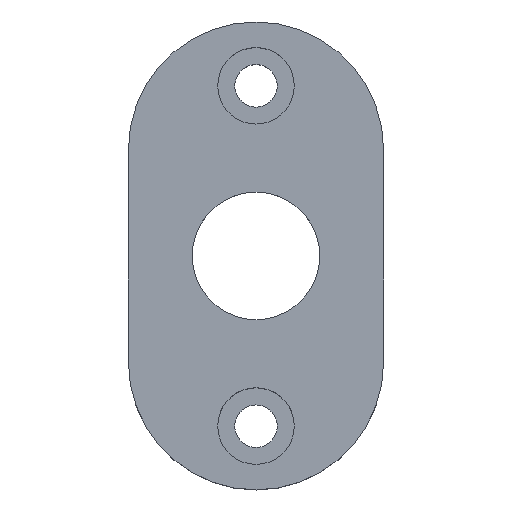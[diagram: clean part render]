
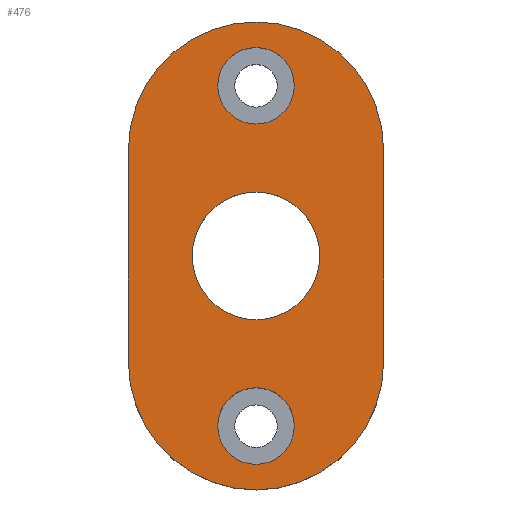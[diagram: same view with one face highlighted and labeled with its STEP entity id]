
A CAD part, top view. The second image highlights one B-rep face of the part: STEP entity #476.
In plain terms, the highlighted planar face has unit normal (0, 0, 1).
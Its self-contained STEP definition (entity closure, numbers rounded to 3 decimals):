
#1 = CARTESIAN_POINT ( 'NONE',  ( 0., -5., 4. ) ) ;
#3 = EDGE_CURVE ( 'NONE', #331, #412, #7, .T. ) ;
#7 = CIRCLE ( 'NONE', #225, 6. ) ;
#26 = LINE ( 'NONE', #669, #207 ) ;
#28 = CIRCLE ( 'NONE', #572, 3. ) ;
#40 = CARTESIAN_POINT ( 'NONE',  ( 0., -8., 4. ) ) ;
#43 = DIRECTION ( 'NONE',  ( 0., 0., -1. ) ) ;
#47 = VERTEX_POINT ( 'NONE', #390 ) ;
#48 = DIRECTION ( 'NONE',  ( 0., 0., -1. ) ) ;
#53 = VERTEX_POINT ( 'NONE', #112 ) ;
#54 = DIRECTION ( 'NONE',  ( 1., 0., 0. ) ) ;
#58 = AXIS2_PLACEMENT_3D ( 'NONE', #276, #217, #703 ) ;
#59 = CARTESIAN_POINT ( 'NONE',  ( 0., 0., 4. ) ) ;
#63 = FACE_OUTER_BOUND ( 'NONE', #289, .T. ) ;
#86 = CARTESIAN_POINT ( 'NONE',  ( 3., 0., 4. ) ) ;
#99 = CARTESIAN_POINT ( 'NONE',  ( -6., -5., 4. ) ) ;
#103 = DIRECTION ( 'NONE',  ( 1., 0., 0. ) ) ;
#106 = AXIS2_PLACEMENT_3D ( 'NONE', #445, #175, #406 ) ;
#112 = CARTESIAN_POINT ( 'NONE',  ( 1.8, -8., 4. ) ) ;
#113 = ORIENTED_EDGE ( 'NONE', *, *, #229, .T. ) ;
#146 = EDGE_LOOP ( 'NONE', ( #477, #399 ) ) ;
#148 = ORIENTED_EDGE ( 'NONE', *, *, #286, .T. ) ;
#157 = LINE ( 'NONE', #211, #460 ) ;
#164 = CARTESIAN_POINT ( 'NONE',  ( 0., 8., 4. ) ) ;
#169 = VERTEX_POINT ( 'NONE', #675 ) ;
#175 = DIRECTION ( 'NONE',  ( 0., 0., 1. ) ) ;
#179 = EDGE_LOOP ( 'NONE', ( #443, #640 ) ) ;
#183 = FACE_BOUND ( 'NONE', #179, .T. ) ;
#184 = AXIS2_PLACEMENT_3D ( 'NONE', #352, #395, #607 ) ;
#186 = AXIS2_PLACEMENT_3D ( 'NONE', #539, #48, #597 ) ;
#197 = CIRCLE ( 'NONE', #186, 1.8 ) ;
#207 = VECTOR ( 'NONE', #248, 1000. ) ;
#209 = AXIS2_PLACEMENT_3D ( 'NONE', #59, #493, #54 ) ;
#211 = CARTESIAN_POINT ( 'NONE',  ( -6., 0., 4. ) ) ;
#217 = DIRECTION ( 'NONE',  ( 0., 0., 1. ) ) ;
#221 = ORIENTED_EDGE ( 'NONE', *, *, #455, .T. ) ;
#225 = AXIS2_PLACEMENT_3D ( 'NONE', #1, #500, #287 ) ;
#229 = EDGE_CURVE ( 'NONE', #509, #331, #157, .T. ) ;
#232 = PLANE ( 'NONE',  #106 ) ;
#238 = AXIS2_PLACEMENT_3D ( 'NONE', #164, #325, #642 ) ;
#248 = DIRECTION ( 'NONE',  ( 0., 1., 0. ) ) ;
#260 = CIRCLE ( 'NONE', #646, 1.8 ) ;
#268 = VERTEX_POINT ( 'NONE', #639 ) ;
#276 = CARTESIAN_POINT ( 'NONE',  ( 0., 5., 4. ) ) ;
#281 = EDGE_CURVE ( 'NONE', #577, #554, #515, .T. ) ;
#286 = EDGE_CURVE ( 'NONE', #268, #509, #303, .T. ) ;
#287 = DIRECTION ( 'NONE',  ( 1., 0., 0. ) ) ;
#289 = EDGE_LOOP ( 'NONE', ( #221, #148, #113, #362 ) ) ;
#303 = CIRCLE ( 'NONE', #58, 6. ) ;
#316 = VERTEX_POINT ( 'NONE', #700 ) ;
#325 = DIRECTION ( 'NONE',  ( 0., 0., -1. ) ) ;
#326 = ORIENTED_EDGE ( 'NONE', *, *, #557, .T. ) ;
#331 = VERTEX_POINT ( 'NONE', #99 ) ;
#335 = EDGE_CURVE ( 'NONE', #554, #577, #28, .T. ) ;
#352 = CARTESIAN_POINT ( 'NONE',  ( 0., 8., 4. ) ) ;
#362 = ORIENTED_EDGE ( 'NONE', *, *, #3, .T. ) ;
#390 = CARTESIAN_POINT ( 'NONE',  ( -1.8, 8., 4. ) ) ;
#395 = DIRECTION ( 'NONE',  ( 0., 0., -1. ) ) ;
#399 = ORIENTED_EDGE ( 'NONE', *, *, #479, .T. ) ;
#406 = DIRECTION ( 'NONE',  ( 1., 0., 0. ) ) ;
#412 = VERTEX_POINT ( 'NONE', #504 ) ;
#427 = CARTESIAN_POINT ( 'NONE',  ( 0., 0., 4. ) ) ;
#428 = EDGE_LOOP ( 'NONE', ( #326, #629 ) ) ;
#437 = DIRECTION ( 'NONE',  ( 0., 0., 1. ) ) ;
#443 = ORIENTED_EDGE ( 'NONE', *, *, #281, .F. ) ;
#445 = CARTESIAN_POINT ( 'NONE',  ( 0., 0., 4. ) ) ;
#454 = FACE_BOUND ( 'NONE', #146, .T. ) ;
#455 = EDGE_CURVE ( 'NONE', #412, #268, #26, .T. ) ;
#460 = VECTOR ( 'NONE', #534, 1000. ) ;
#468 = DIRECTION ( 'NONE',  ( 1., 0., 0. ) ) ;
#474 = CARTESIAN_POINT ( 'NONE',  ( -6., 5., 4. ) ) ;
#476 = ADVANCED_FACE ( 'NONE', ( #454, #63, #674, #183 ), #232, .T. ) ;
#477 = ORIENTED_EDGE ( 'NONE', *, *, #688, .T. ) ;
#479 = EDGE_CURVE ( 'NONE', #47, #169, #676, .T. ) ;
#493 = DIRECTION ( 'NONE',  ( 0., 0., 1. ) ) ;
#500 = DIRECTION ( 'NONE',  ( 0., 0., 1. ) ) ;
#504 = CARTESIAN_POINT ( 'NONE',  ( 6., -5., 4. ) ) ;
#509 = VERTEX_POINT ( 'NONE', #474 ) ;
#515 = CIRCLE ( 'NONE', #209, 3. ) ;
#534 = DIRECTION ( 'NONE',  ( 0., -1., 0. ) ) ;
#539 = CARTESIAN_POINT ( 'NONE',  ( 0., -8., 4. ) ) ;
#554 = VERTEX_POINT ( 'NONE', #86 ) ;
#557 = EDGE_CURVE ( 'NONE', #53, #316, #260, .T. ) ;
#572 = AXIS2_PLACEMENT_3D ( 'NONE', #427, #437, #103 ) ;
#577 = VERTEX_POINT ( 'NONE', #620 ) ;
#584 = CIRCLE ( 'NONE', #238, 1.8 ) ;
#597 = DIRECTION ( 'NONE',  ( 1., 0., 0. ) ) ;
#607 = DIRECTION ( 'NONE',  ( 1., 0., 0. ) ) ;
#620 = CARTESIAN_POINT ( 'NONE',  ( -3., 0., 4. ) ) ;
#629 = ORIENTED_EDGE ( 'NONE', *, *, #697, .T. ) ;
#639 = CARTESIAN_POINT ( 'NONE',  ( 6., 5., 4. ) ) ;
#640 = ORIENTED_EDGE ( 'NONE', *, *, #335, .F. ) ;
#642 = DIRECTION ( 'NONE',  ( 1., 0., 0. ) ) ;
#646 = AXIS2_PLACEMENT_3D ( 'NONE', #40, #43, #468 ) ;
#669 = CARTESIAN_POINT ( 'NONE',  ( 6., 0., 4. ) ) ;
#674 = FACE_BOUND ( 'NONE', #428, .T. ) ;
#675 = CARTESIAN_POINT ( 'NONE',  ( 1.8, 8., 4. ) ) ;
#676 = CIRCLE ( 'NONE', #184, 1.8 ) ;
#688 = EDGE_CURVE ( 'NONE', #169, #47, #584, .T. ) ;
#697 = EDGE_CURVE ( 'NONE', #316, #53, #197, .T. ) ;
#700 = CARTESIAN_POINT ( 'NONE',  ( -1.8, -8., 4. ) ) ;
#703 = DIRECTION ( 'NONE',  ( 1., 0., 0. ) ) ;
